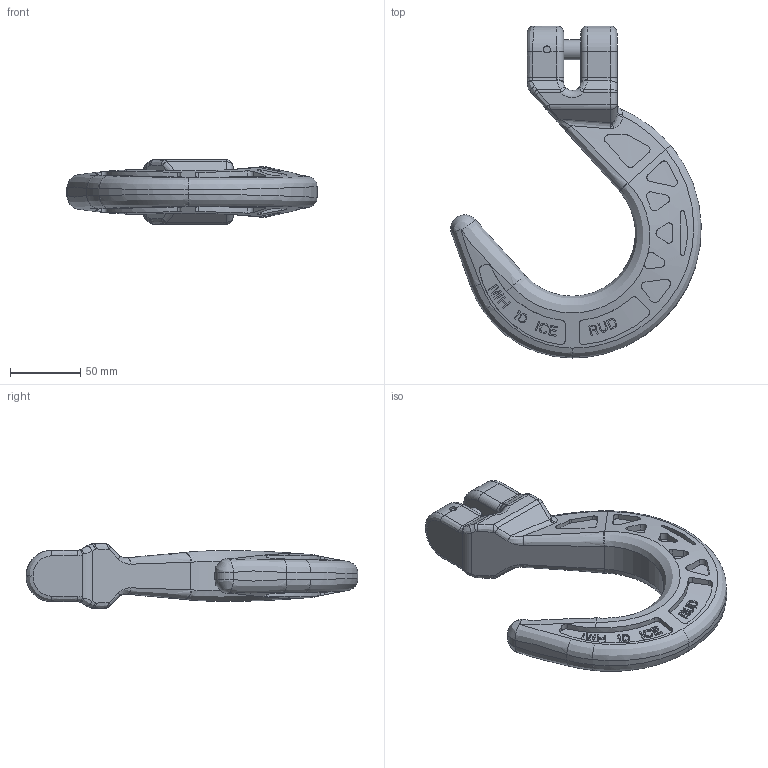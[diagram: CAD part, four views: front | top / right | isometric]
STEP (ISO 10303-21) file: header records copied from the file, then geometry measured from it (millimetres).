
FILE_DESCRIPTION((''),'2;1');
FILE_NAME('001-M34720-P-4','2016-06-13T',('Andreas.Wendler'),(''),'PRO/ENGINEER BY PARAMETRIC TECHNOLOGY CORPORATION, 2010140','PRO/ENGINEER BY PARAMETRIC TECHNOLOGY CORPORATION, 2010140','');
FILE_SCHEMA(('CONFIG_CONTROL_DESIGN'));
Length unit declared in the file: millimetre
Products named in the file (1): 001-M34720-P-4
Bounding box: 178.42 x 236.5 x 46 mm (x, y, z)
Volume: 444086.1 mm3; surface area: 62944 mm2
Topology: 1 solids, 1 shells, 517 faces, 1361 edges, 874 vertices
Faces by surface type: plane 287, cylinder 107, bspline 70, cone 32, torus 11, sphere 8, extrusion 2
Entity records: 26110 total; most frequent: CARTESIAN_POINT 15119, ORIENTED_EDGE 2722, DIRECTION 1570, EDGE_CURVE 1361, VERTEX_POINT 874, B_SPLINE_CURVE_WITH_KNOTS 819, AXIS2_PLACEMENT_3D 579, EDGE_LOOP 547
